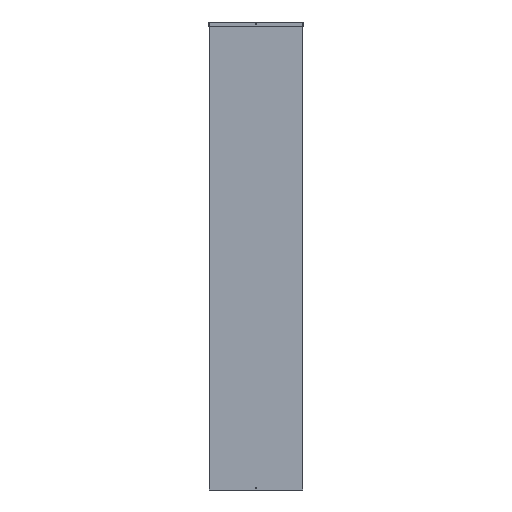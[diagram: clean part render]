
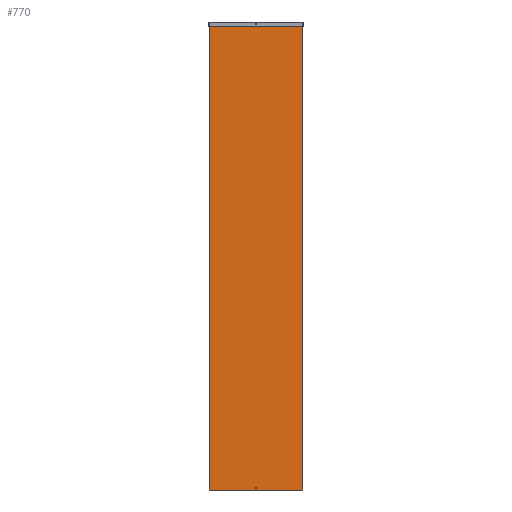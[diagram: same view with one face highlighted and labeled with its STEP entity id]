
A CAD part, front view. The second image highlights one B-rep face of the part: STEP entity #770.
In plain terms, the highlighted planar face has unit normal (0, -1, 0).
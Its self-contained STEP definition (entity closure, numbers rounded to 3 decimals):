
#48 = VERTEX_POINT ( 'NONE', #741 ) ;
#64 = FACE_OUTER_BOUND ( 'NONE', #189, .T. ) ;
#79 = FACE_BOUND ( 'NONE', #207, .T. ) ;
#116 = VECTOR ( 'NONE', #807, 1000. ) ;
#119 = LINE ( 'NONE', #809, #116 ) ;
#129 = VECTOR ( 'NONE', #839, 1000. ) ;
#131 = LINE ( 'NONE', #842, #129 ) ;
#133 = VECTOR ( 'NONE', #843, 1000. ) ;
#135 = LINE ( 'NONE', #869, #133 ) ;
#137 = CIRCLE ( 'NONE', #567, 2.5 ) ;
#146 = VECTOR ( 'NONE', #841, 1000. ) ;
#152 = LINE ( 'NONE', #416, #146 ) ;
#189 = EDGE_LOOP ( 'NONE', ( #252, #257, #260, #262 ) ) ;
#207 = EDGE_LOOP ( 'NONE', ( #258 ) ) ;
#219 = VERTEX_POINT ( 'NONE', #480 ) ;
#252 = ORIENTED_EDGE ( 'NONE', *, *, #612, .T. ) ;
#257 = ORIENTED_EDGE ( 'NONE', *, *, #620, .F. ) ;
#258 = ORIENTED_EDGE ( 'NONE', *, *, #610, .F. ) ;
#260 = ORIENTED_EDGE ( 'NONE', *, *, #613, .F. ) ;
#262 = ORIENTED_EDGE ( 'NONE', *, *, #604, .T. ) ;
#300 = VERTEX_POINT ( 'NONE', #472 ) ;
#315 = VERTEX_POINT ( 'NONE', #476 ) ;
#322 = VERTEX_POINT ( 'NONE', #493 ) ;
#416 = CARTESIAN_POINT ( 'NONE',  ( -300., 0., 2969. ) ) ;
#472 = CARTESIAN_POINT ( 'NONE',  ( 300., 0., 2969. ) ) ;
#476 = CARTESIAN_POINT ( 'NONE',  ( -300., 0., 0. ) ) ;
#480 = CARTESIAN_POINT ( 'NONE',  ( -300., 0., 2969. ) ) ;
#493 = CARTESIAN_POINT ( 'NONE',  ( 300., 0., 0. ) ) ;
#549 = AXIS2_PLACEMENT_3D ( 'NONE', #662, #642, #641 ) ;
#567 = AXIS2_PLACEMENT_3D ( 'NONE', #855, #853, #850 ) ;
#604 = EDGE_CURVE ( 'NONE', #219, #315, #152, .T. ) ;
#610 = EDGE_CURVE ( 'NONE', #48, #48, #137, .T. ) ;
#612 = EDGE_CURVE ( 'NONE', #315, #322, #135, .T. ) ;
#613 = EDGE_CURVE ( 'NONE', #219, #300, #131, .T. ) ;
#620 = EDGE_CURVE ( 'NONE', #300, #322, #119, .T. ) ;
#641 = DIRECTION ( 'NONE',  ( 0., 0., 1. ) ) ;
#642 = DIRECTION ( 'NONE',  ( 0., 1., 0. ) ) ;
#648 = PLANE ( 'NONE',  #549 ) ;
#662 = CARTESIAN_POINT ( 'NONE',  ( -300., 0., 2969. ) ) ;
#741 = CARTESIAN_POINT ( 'NONE',  ( 0., 0., 17.5 ) ) ;
#770 = ADVANCED_FACE ( 'NONE', ( #79, #64 ), #648, .F. ) ;
#807 = DIRECTION ( 'NONE',  ( 0., 0., -1. ) ) ;
#809 = CARTESIAN_POINT ( 'NONE',  ( 300., 0., 2969. ) ) ;
#839 = DIRECTION ( 'NONE',  ( 1., 0., 0. ) ) ;
#841 = DIRECTION ( 'NONE',  ( 0., 0., -1. ) ) ;
#842 = CARTESIAN_POINT ( 'NONE',  ( -300., 0., 2969. ) ) ;
#843 = DIRECTION ( 'NONE',  ( 1., 0., 0. ) ) ;
#850 = DIRECTION ( 'NONE',  ( 0., 0., 1. ) ) ;
#853 = DIRECTION ( 'NONE',  ( 0., -1., 0. ) ) ;
#855 = CARTESIAN_POINT ( 'NONE',  ( 0., 0., 15. ) ) ;
#869 = CARTESIAN_POINT ( 'NONE',  ( -300., 0., 0. ) ) ;
